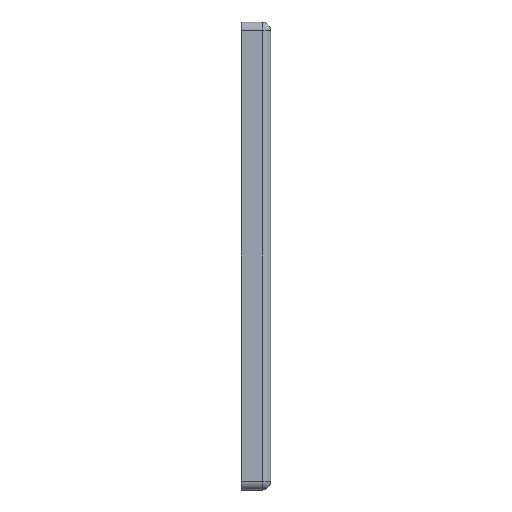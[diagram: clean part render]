
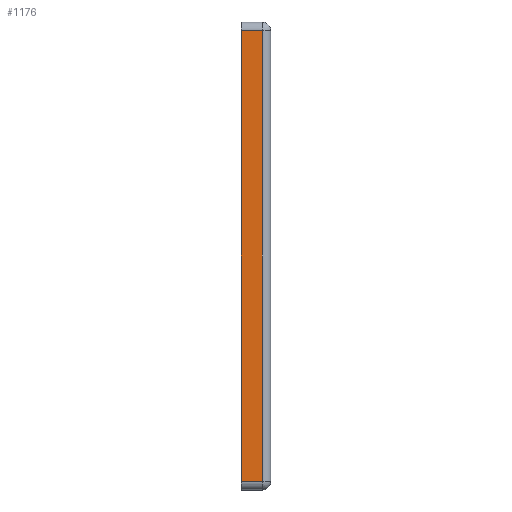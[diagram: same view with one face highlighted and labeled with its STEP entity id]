
A CAD part, left-side view. The second image highlights one B-rep face of the part: STEP entity #1176.
In plain terms, the highlighted planar face has unit normal (-1, 0, 0).
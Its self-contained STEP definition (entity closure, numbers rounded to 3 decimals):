
#49=PLANE('',#1276);
#86=LINE('',#1772,#191);
#87=LINE('',#1775,#192);
#104=LINE('',#1823,#209);
#105=LINE('',#1824,#210);
#191=VECTOR('',#1407,10.);
#192=VECTOR('',#1410,10.);
#209=VECTOR('',#1443,10.);
#210=VECTOR('',#1444,10.);
#330=FACE_OUTER_BOUND('',#401,.T.);
#401=EDGE_LOOP('',(#863,#864,#865,#866));
#554=VERTEX_POINT('',#1761);
#557=VERTEX_POINT('',#1768);
#559=VERTEX_POINT('',#1774);
#582=VERTEX_POINT('',#1822);
#667=EDGE_CURVE('',#554,#557,#86,.T.);
#668=EDGE_CURVE('',#557,#559,#87,.T.);
#692=EDGE_CURVE('',#582,#554,#104,.T.);
#693=EDGE_CURVE('',#559,#582,#105,.T.);
#863=ORIENTED_EDGE('',*,*,#667,.F.);
#864=ORIENTED_EDGE('',*,*,#692,.F.);
#865=ORIENTED_EDGE('',*,*,#693,.F.);
#866=ORIENTED_EDGE('',*,*,#668,.F.);
#1176=ADVANCED_FACE('',(#330),#49,.T.);
#1276=AXIS2_PLACEMENT_3D('',#1821,#1441,#1442);
#1407=DIRECTION('',(0.,1.,0.));
#1410=DIRECTION('',(0.,0.,1.));
#1441=DIRECTION('center_axis',(-1.,0.,0.));
#1442=DIRECTION('ref_axis',(0.,0.,1.));
#1443=DIRECTION('',(0.,0.,-1.));
#1444=DIRECTION('',(0.,-1.,0.));
#1761=CARTESIAN_POINT('',(-162.9,2.,-107.326));
#1768=CARTESIAN_POINT('',(-162.9,7.,-107.326));
#1772=CARTESIAN_POINT('',(-162.9,0.,-107.326));
#1774=CARTESIAN_POINT('',(-162.9,7.,-2.));
#1775=CARTESIAN_POINT('',(-162.9,7.,-109.326));
#1821=CARTESIAN_POINT('Origin',(-162.9,0.,-109.326));
#1822=CARTESIAN_POINT('',(-162.9,2.,-2.));
#1823=CARTESIAN_POINT('',(-162.9,2.,-81.995));
#1824=CARTESIAN_POINT('',(-162.9,0.,-2.));
